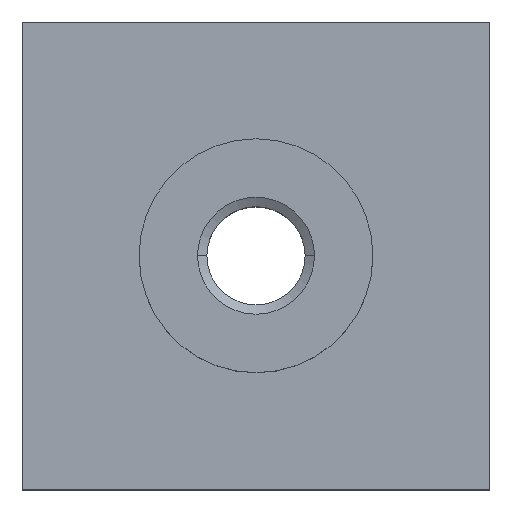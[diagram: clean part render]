
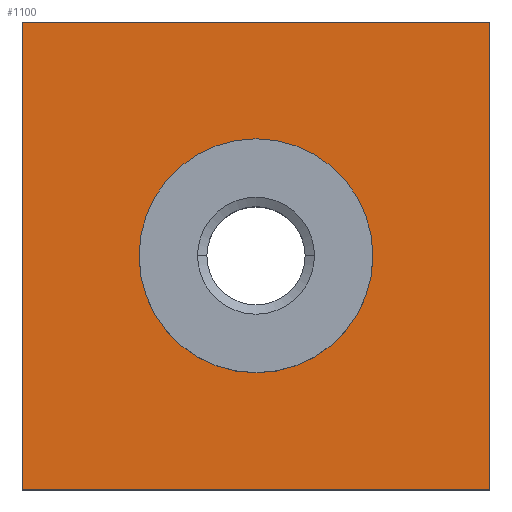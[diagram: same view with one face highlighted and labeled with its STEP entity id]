
A CAD part, top view. The second image highlights one B-rep face of the part: STEP entity #1100.
In plain terms, the highlighted planar face has unit normal (0, 0, 1).
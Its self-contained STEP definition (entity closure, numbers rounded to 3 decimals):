
#560=CARTESIAN_POINT('',(0.,0.,6.8));
#570=DIRECTION('',(0.,0.,1.));
#580=DIRECTION('',(1.,0.,0.));
#590=AXIS2_PLACEMENT_3D('',#560,#570,#580);
#600=PLANE('',#590);
#610=CARTESIAN_POINT('',(20.,20.,6.8));
#620=DIRECTION('',(-1.,0.,0.));
#630=VECTOR('',#620,1.);
#640=LINE('',#610,#630);
#650=CARTESIAN_POINT('',(20.,20.,6.8));
#660=VERTEX_POINT('',#650);
#670=CARTESIAN_POINT('',(0.,20.,6.8));
#680=VERTEX_POINT('',#670);
#690=EDGE_CURVE('',#660,#680,#640,.T.);
#700=ORIENTED_EDGE('',*,*,#690,.T.);
#710=CARTESIAN_POINT('',(20.,0.,6.8));
#720=DIRECTION('',(0.,1.,0.));
#730=VECTOR('',#720,1.);
#740=LINE('',#710,#730);
#750=CARTESIAN_POINT('',(20.,0.,6.8));
#760=VERTEX_POINT('',#750);
#770=EDGE_CURVE('',#760,#660,#740,.T.);
#780=ORIENTED_EDGE('',*,*,#770,.T.);
#790=CARTESIAN_POINT('',(0.,0.,6.8));
#800=DIRECTION('',(1.,0.,0.));
#810=VECTOR('',#800,1.);
#820=LINE('',#790,#810);
#830=CARTESIAN_POINT('',(0.,0.,6.8));
#840=VERTEX_POINT('',#830);
#850=EDGE_CURVE('',#840,#760,#820,.T.);
#860=ORIENTED_EDGE('',*,*,#850,.T.);
#870=CARTESIAN_POINT('',(0.,20.,6.8));
#880=DIRECTION('',(0.,-1.,0.));
#890=VECTOR('',#880,1.);
#900=LINE('',#870,#890);
#910=EDGE_CURVE('',#680,#840,#900,.T.);
#920=ORIENTED_EDGE('',*,*,#910,.T.);
#930=EDGE_LOOP('',(#920,#860,#780,#700));
#940=FACE_OUTER_BOUND('',#930,.T.);
#950=CARTESIAN_POINT('',(10.,10.,6.8));
#960=DIRECTION('',(0.,0.,1.));
#970=DIRECTION('',(1.,0.,0.));
#980=AXIS2_PLACEMENT_3D('',#950,#960,#970);
#990=CIRCLE('',#980,5.);
#1000=CARTESIAN_POINT('',(15.,10.,6.8));
#1010=VERTEX_POINT('',#1000);
#1020=CARTESIAN_POINT('',(5.,10.,6.8));
#1030=VERTEX_POINT('',#1020);
#1040=EDGE_CURVE('',#1010,#1030,#990,.T.);
#1050=ORIENTED_EDGE('',*,*,#1040,.F.);
#1060=EDGE_CURVE('',#1030,#1010,#990,.T.);
#1070=ORIENTED_EDGE('',*,*,#1060,.F.);
#1080=EDGE_LOOP('',(#1070,#1050));
#1090=FACE_BOUND('',#1080,.T.);
#1100=ADVANCED_FACE('',(#940,#1090),#600,.T.);
